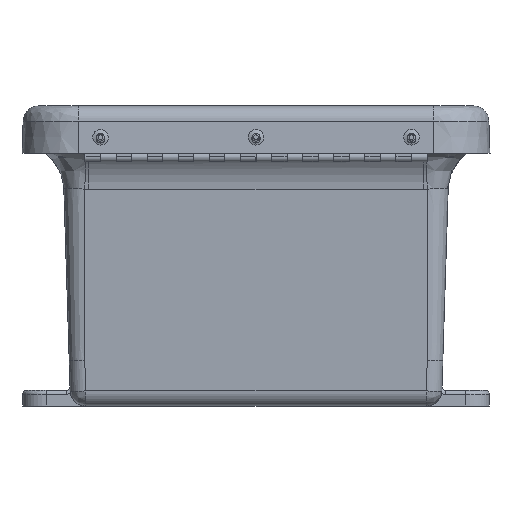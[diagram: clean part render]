
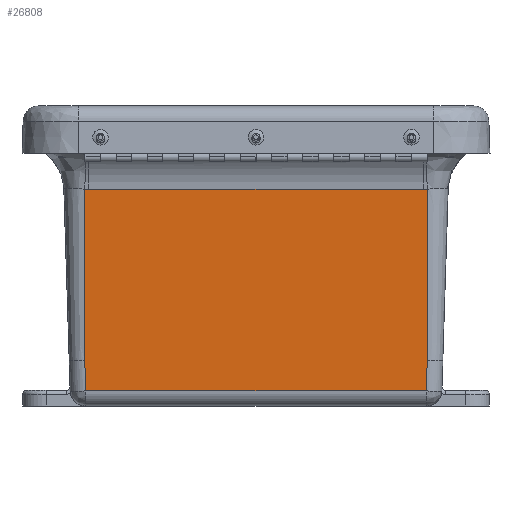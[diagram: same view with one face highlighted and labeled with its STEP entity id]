
A CAD part, left-side view. The second image highlights one B-rep face of the part: STEP entity #26808.
In plain terms, the highlighted planar face has unit normal (-1, 0, -0.031).
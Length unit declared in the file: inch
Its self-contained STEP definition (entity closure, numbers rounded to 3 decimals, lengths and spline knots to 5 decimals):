
#822 = CARTESIAN_POINT ( 'NONE',  ( -2.98011, -2.73824, -4.38285 ) ) ;
#1045 = EDGE_CURVE ( 'NONE', #15547, #15329, #24995, .T. ) ;
#2016 = DIRECTION ( 'NONE',  ( -0.031, 0., 1. ) ) ;
#2041 = CARTESIAN_POINT ( 'NONE',  ( -2.98011, 0., -4.38285 ) ) ;
#2853 = ORIENTED_EDGE ( 'NONE', *, *, #11358, .T. ) ;
#2962 = ORIENTED_EDGE ( 'NONE', *, *, #1045, .T. ) ;
#3443 = ORIENTED_EDGE ( 'NONE', *, *, #23510, .T. ) ;
#5237 = VERTEX_POINT ( 'NONE', #14711 ) ;
#5251 = CARTESIAN_POINT ( 'NONE',  ( -3.11769, 2.75355, -0.00391 ) ) ;
#5633 = LINE ( 'NONE', #12151, #21151 ) ;
#7257 = VECTOR ( 'NONE', #17747, 39.37008 ) ;
#8904 = FACE_OUTER_BOUND ( 'NONE', #25547, .T. ) ;
#9202 = CARTESIAN_POINT ( 'NONE',  ( -2.99543, 2.75355, -3.89539 ) ) ;
#9353 = ORIENTED_EDGE ( 'NONE', *, *, #9621, .T. ) ;
#9438 = CARTESIAN_POINT ( 'NONE',  ( -3.08204, 2.75355, -1.13866 ) ) ;
#9621 = EDGE_CURVE ( 'NONE', #13946, #33554, #5633, .T. ) ;
#9652 = CARTESIAN_POINT ( 'NONE',  ( -2.98011, -2.73824, -4.38285 ) ) ;
#9991 = ORIENTED_EDGE ( 'NONE', *, *, #15046, .F. ) ;
#10709 = ORIENTED_EDGE ( 'NONE', *, *, #27027, .F. ) ;
#11358 = EDGE_CURVE ( 'NONE', #15329, #29277, #23006, .T. ) ;
#12151 = CARTESIAN_POINT ( 'NONE',  ( -2.99543, 2.75355, -3.89539 ) ) ;
#12291 = VECTOR ( 'NONE', #26119, 39.37008 ) ;
#12943 = AXIS2_PLACEMENT_3D ( 'NONE', #5251, #16779, #19206 ) ;
#13289 = LINE ( 'NONE', #28639, #7257 ) ;
#13946 = VERTEX_POINT ( 'NONE', #9202 ) ;
#14432 = CARTESIAN_POINT ( 'NONE',  ( -3.08204, -2.75355, -1.13866 ) ) ;
#14711 = CARTESIAN_POINT ( 'NONE',  ( -3.082, -2.68875, -1.13991 ) ) ;
#14786 = DIRECTION ( 'NONE',  ( 0.031, -0.031, -0.999 ) ) ;
#15046 = EDGE_CURVE ( 'NONE', #15547, #33554, #15789, .T. ) ;
#15225 = CARTESIAN_POINT ( 'NONE',  ( -3.082, 2.71036, -1.13991 ) ) ;
#15329 = VERTEX_POINT ( 'NONE', #16789 ) ;
#15547 = VERTEX_POINT ( 'NONE', #822 ) ;
#15789 = LINE ( 'NONE', #2041, #17919 ) ;
#16484 = CARTESIAN_POINT ( 'NONE',  ( -3.082, -2.68875, -1.13991 ) ) ;
#16779 = DIRECTION ( 'NONE',  ( -1., 0., -0.031 ) ) ;
#16789 = CARTESIAN_POINT ( 'NONE',  ( -2.99543, -2.75355, -3.89539 ) ) ;
#17629 = CARTESIAN_POINT ( 'NONE',  ( -3.11769, 2.75355, -0.00391 ) ) ;
#17747 = DIRECTION ( 'NONE',  ( 0., 1., 0. ) ) ;
#17919 = VECTOR ( 'NONE', #23774, 39.37008 ) ;
#18189 = EDGE_CURVE ( 'NONE', #5237, #29277, #35186, .T. ) ;
#19206 = DIRECTION ( 'NONE',  ( 0.031, 0., -1. ) ) ;
#19259 = CARTESIAN_POINT ( 'NONE',  ( -3.082, -2.71034, -1.13991 ) ) ;
#20069 = VERTEX_POINT ( 'NONE', #22089 ) ;
#20796 = CARTESIAN_POINT ( 'NONE',  ( -2.98011, 2.73824, -4.38285 ) ) ;
#21151 = VECTOR ( 'NONE', #14786, 39.37008 ) ;
#21574 = ORIENTED_EDGE ( 'NONE', *, *, #18189, .F. ) ;
#22089 = CARTESIAN_POINT ( 'NONE',  ( -3.08204, 2.75355, -1.13866 ) ) ;
#22179 = VERTEX_POINT ( 'NONE', #34813 ) ;
#23006 = LINE ( 'NONE', #34766, #25964 ) ;
#23372 = CARTESIAN_POINT ( 'NONE',  ( -3.082, 2.68875, -1.13991 ) ) ;
#23510 = EDGE_CURVE ( 'NONE', #5237, #22179, #13289, .T. ) ;
#23774 = DIRECTION ( 'NONE',  ( 0., 1., 0. ) ) ;
#23836 = CARTESIAN_POINT ( 'NONE',  ( -3.08204, -2.75355, -1.13866 ) ) ;
#24995 = LINE ( 'NONE', #9652, #25815 ) ;
#25054 = EDGE_CURVE ( 'NONE', #20069, #13946, #27231, .T. ) ;
#25547 = EDGE_LOOP ( 'NONE', ( #2962, #2853, #21574, #3443, #10709, #35400, #9353, #9991 ) ) ;
#25815 = VECTOR ( 'NONE', #26167, 39.37008 ) ;
#25964 = VECTOR ( 'NONE', #2016, 39.37008 ) ;
#26119 = DIRECTION ( 'NONE',  ( 0.031, 0., -1. ) ) ;
#26167 = DIRECTION ( 'NONE',  ( -0.031, -0.031, 0.999 ) ) ;
#26808 = ADVANCED_FACE ( 'NONE', ( #8904 ), #32955, .T. ) ;
#27027 = EDGE_CURVE ( 'NONE', #20069, #22179, #33091, .T. ) ;
#27231 = LINE ( 'NONE', #17629, #12291 ) ;
#28433 = CARTESIAN_POINT ( 'NONE',  ( -3.08201, -2.73195, -1.13949 ) ) ;
#28639 = CARTESIAN_POINT ( 'NONE',  ( -3.082, 2.75355, -1.13991 ) ) ;
#28848 = CARTESIAN_POINT ( 'NONE',  ( -3.08201, 2.73197, -1.13949 ) ) ;
#29277 = VERTEX_POINT ( 'NONE', #23836 ) ;
#32955 = PLANE ( 'NONE',  #12943 ) ;
#33091 = B_SPLINE_CURVE_WITH_KNOTS ( 'NONE', 3,
 ( #9438, #28848, #15225, #23372 ),
 .UNSPECIFIED., .F., .F.,
 ( 4, 4 ),
 ( 0., 1. ),
 .UNSPECIFIED. ) ;
#33554 = VERTEX_POINT ( 'NONE', #20796 ) ;
#34766 = CARTESIAN_POINT ( 'NONE',  ( -3.11769, -2.75355, -0.00391 ) ) ;
#34813 = CARTESIAN_POINT ( 'NONE',  ( -3.082, 2.68875, -1.13991 ) ) ;
#35186 = B_SPLINE_CURVE_WITH_KNOTS ( 'NONE', 3,
 ( #16484, #19259, #28433, #14432 ),
 .UNSPECIFIED., .F., .F.,
 ( 4, 4 ),
 ( 0., 1. ),
 .UNSPECIFIED. ) ;
#35400 = ORIENTED_EDGE ( 'NONE', *, *, #25054, .T. ) ;
